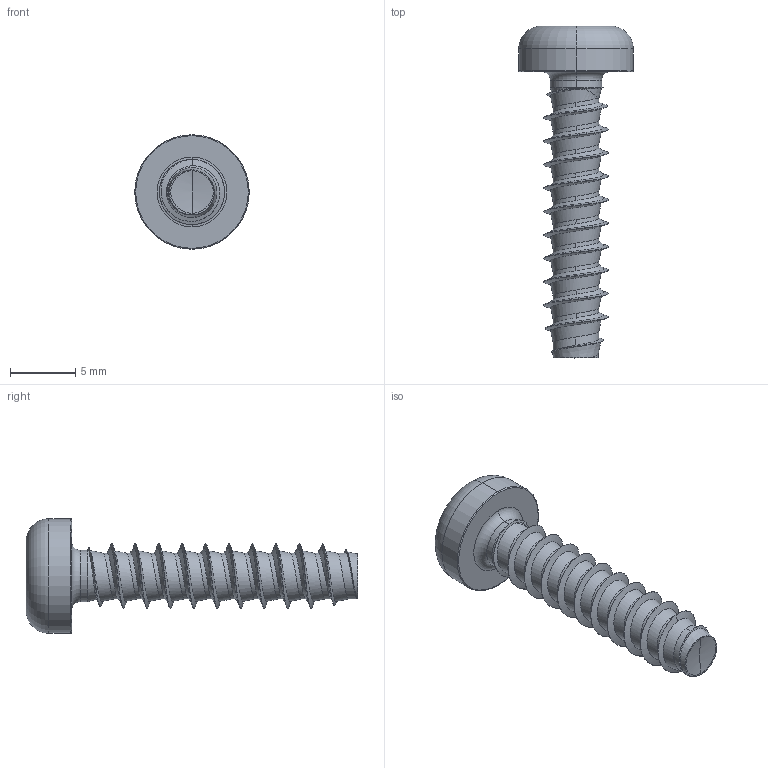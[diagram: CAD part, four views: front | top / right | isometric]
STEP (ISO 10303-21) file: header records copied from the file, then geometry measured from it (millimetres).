
FILE_DESCRIPTION (( 'STEP AP203' ), '1' );
FILE_NAME ('STP390500220.STEP', '2017-08-15T19:51:35', ( '' ), ( '' ), 'SwSTEP 2.0', 'SolidWorks 2015', '' );
FILE_SCHEMA (( 'CONFIG_CONTROL_DESIGN' ));
Length unit declared in the file: millimetre
Products named in the file (1): STP390500220
Bounding box: 8.8 x 25.49 x 8.8 mm (x, y, z)
Volume: 423.3 mm3; surface area: 613.6 mm2
Topology: 1 solids, 1 shells, 104 faces, 259 edges, 157 vertices
Faces by surface type: cylinder 47, bspline 35, cone 10, torus 6, sphere 4, plane 2
Entity records: 22649 total; most frequent: CARTESIAN_POINT 20496, ORIENTED_EDGE 514, DIRECTION 323, EDGE_CURVE 257, VERTEX_POINT 157, AXIS2_PLACEMENT_3D 131, B_SPLINE_CURVE_WITH_KNOTS 112, EDGE_LOOP 106
